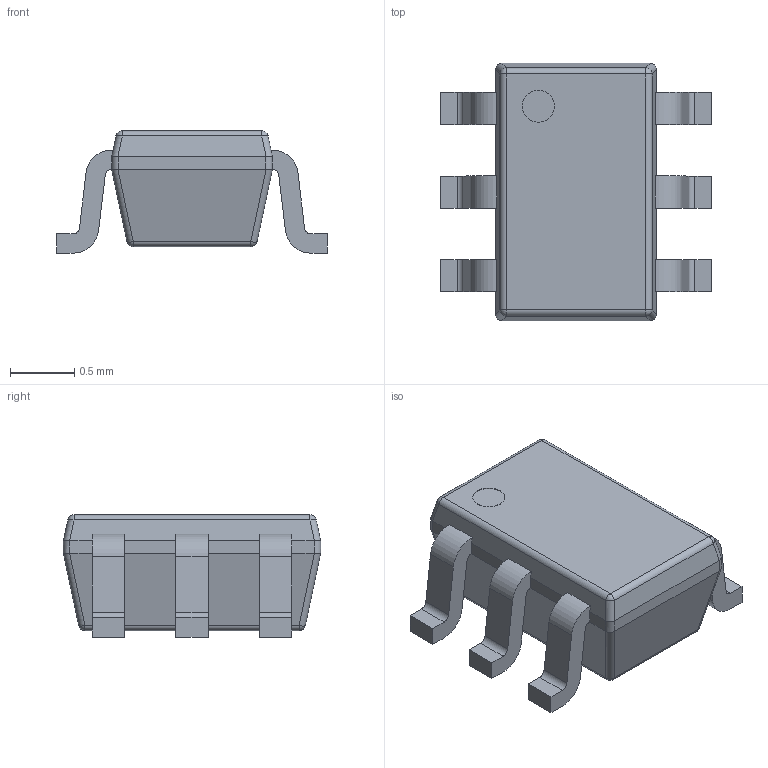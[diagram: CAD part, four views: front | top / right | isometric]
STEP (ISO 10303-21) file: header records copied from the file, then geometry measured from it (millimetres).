
FILE_DESCRIPTION(/* description */ ('model of SOT363'),/* implementation_level */ '2;1');
FILE_NAME(/* name */ 'SOT363.stp',/* time_stamp */ '2015-12-05T22:09:44',/* author */ ('Joan The Spark',''),/* organization */ (''),/* preprocessor_version */ '',/* originating_system */ '',/* authorisation */ '');
FILE_SCHEMA (('AUTOMOTIVE_DESIGN { 1 0 10303 214 3 1 1 }'));
Length unit declared in the file: millimetre
Products named in the file (1): SOT363
Bounding box: 2.1 x 2 x 0.95 mm (x, y, z)
Volume: 2.2 mm3; surface area: 13.8 mm2
Topology: 1 solids, 1 shells, 116 faces, 303 edges, 190 vertices
Faces by surface type: plane 63, cylinder 45, sphere 8
Full cylindrical faces by diameter (mm): 0.25 x1
Entity records: 3620 total; most frequent: DIRECTION 634, CARTESIAN_POINT 609, ORIENTED_EDGE 604, EDGE_CURVE 302, AXIS2_PLACEMENT_3D 215, LINE 204, VECTOR 204, VERTEX_POINT 190
